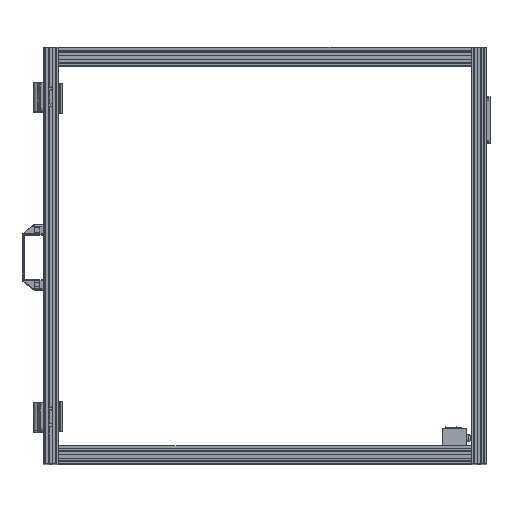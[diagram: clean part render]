
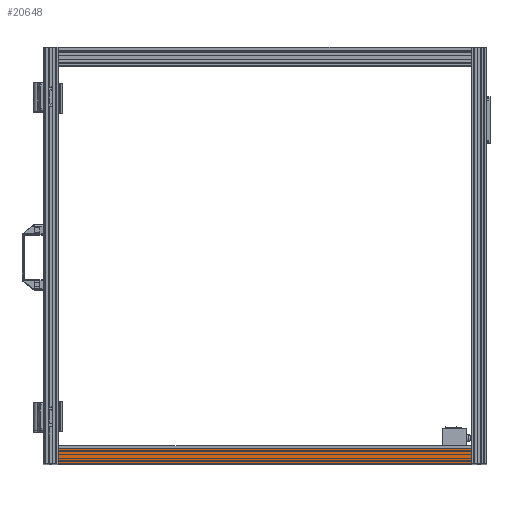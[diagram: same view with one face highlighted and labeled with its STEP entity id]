
A CAD part, top view. The second image highlights one B-rep face of the part: STEP entity #20648.
In plain terms, the highlighted planar face has unit normal (0, 0, 1).
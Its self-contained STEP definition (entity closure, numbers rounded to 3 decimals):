
#17534 = PLANE('',#17535);
#17535 = AXIS2_PLACEMENT_3D('',#17536,#17537,#17538);
#17536 = CARTESIAN_POINT('',(712.7,0.,1211.627));
#17537 = DIRECTION('',(1.,0.,0.));
#17538 = DIRECTION('',(0.,0.,1.));
#17588 = PLANE('',#17589);
#17589 = AXIS2_PLACEMENT_3D('',#17590,#17591,#17592);
#17590 = CARTESIAN_POINT('',(12.7,0.,1211.627));
#17591 = DIRECTION('',(1.,0.,0.));
#17592 = DIRECTION('',(0.,0.,1.));
#18345 = VERTEX_POINT('',#18346);
#18346 = CARTESIAN_POINT('',(12.7,12.7,1225.4));
#18360 = PLANE('',#18361);
#18361 = AXIS2_PLACEMENT_3D('',#18362,#18363,#18364);
#18362 = CARTESIAN_POINT('',(12.7,12.7,1216.002));
#18363 = DIRECTION('',(0.,-1.,0.));
#18364 = DIRECTION('',(0.,0.,1.));
#18372 = EDGE_CURVE('',#18373,#18345,#18375,.T.);
#18373 = VERTEX_POINT('',#18374);
#18374 = CARTESIAN_POINT('',(12.7,-12.7,1225.4));
#18375 = SURFACE_CURVE('',#18376,(#18380,#18387),.PCURVE_S1.);
#18376 = LINE('',#18377,#18378);
#18377 = CARTESIAN_POINT('',(12.7,-12.7,1225.4));
#18378 = VECTOR('',#18379,1.);
#18379 = DIRECTION('',(0.,1.,0.));
#18380 = PCURVE('',#17588,#18381);
#18381 = DEFINITIONAL_REPRESENTATION('',(#18382),#18386);
#18382 = LINE('',#18383,#18384);
#18383 = CARTESIAN_POINT('',(13.773,12.7));
#18384 = VECTOR('',#18385,1.);
#18385 = DIRECTION('',(0.,-1.));
#18386 = ( GEOMETRIC_REPRESENTATION_CONTEXT(2) 
PARAMETRIC_REPRESENTATION_CONTEXT() REPRESENTATION_CONTEXT('2D SPACE',''
  ) );
#18387 = PCURVE('',#18388,#18393);
#18388 = PLANE('',#18389);
#18389 = AXIS2_PLACEMENT_3D('',#18390,#18391,#18392);
#18390 = CARTESIAN_POINT('',(12.7,-12.7,1225.4));
#18391 = DIRECTION('',(0.,0.,1.));
#18392 = DIRECTION('',(0.,1.,0.));
#18393 = DEFINITIONAL_REPRESENTATION('',(#18394),#18398);
#18394 = LINE('',#18395,#18396);
#18395 = CARTESIAN_POINT('',(0.,0.));
#18396 = VECTOR('',#18397,1.);
#18397 = DIRECTION('',(1.,0.));
#18398 = ( GEOMETRIC_REPRESENTATION_CONTEXT(2) 
PARAMETRIC_REPRESENTATION_CONTEXT() REPRESENTATION_CONTEXT('2D SPACE',''
  ) );
#18416 = PLANE('',#18417);
#18417 = AXIS2_PLACEMENT_3D('',#18418,#18419,#18420);
#18418 = CARTESIAN_POINT('',(12.7,-12.7,1216.002));
#18419 = DIRECTION('',(0.,-1.,0.));
#18420 = DIRECTION('',(0.,0.,1.));
#19170 = VERTEX_POINT('',#19171);
#19171 = CARTESIAN_POINT('',(712.7,12.7,1225.4));
#19192 = EDGE_CURVE('',#19193,#19170,#19195,.T.);
#19193 = VERTEX_POINT('',#19194);
#19194 = CARTESIAN_POINT('',(712.7,-12.7,1225.4));
#19195 = SURFACE_CURVE('',#19196,(#19200,#19207),.PCURVE_S1.);
#19196 = LINE('',#19197,#19198);
#19197 = CARTESIAN_POINT('',(712.7,-12.7,1225.4));
#19198 = VECTOR('',#19199,1.);
#19199 = DIRECTION('',(0.,1.,0.));
#19200 = PCURVE('',#17534,#19201);
#19201 = DEFINITIONAL_REPRESENTATION('',(#19202),#19206);
#19202 = LINE('',#19203,#19204);
#19203 = CARTESIAN_POINT('',(13.773,12.7));
#19204 = VECTOR('',#19205,1.);
#19205 = DIRECTION('',(0.,-1.));
#19206 = ( GEOMETRIC_REPRESENTATION_CONTEXT(2) 
PARAMETRIC_REPRESENTATION_CONTEXT() REPRESENTATION_CONTEXT('2D SPACE',''
  ) );
#19207 = PCURVE('',#18388,#19208);
#19208 = DEFINITIONAL_REPRESENTATION('',(#19209),#19213);
#19209 = LINE('',#19210,#19211);
#19210 = CARTESIAN_POINT('',(0.,-700.));
#19211 = VECTOR('',#19212,1.);
#19212 = DIRECTION('',(1.,0.));
#19213 = ( GEOMETRIC_REPRESENTATION_CONTEXT(2) 
PARAMETRIC_REPRESENTATION_CONTEXT() REPRESENTATION_CONTEXT('2D SPACE',''
  ) );
#20627 = EDGE_CURVE('',#18345,#19170,#20628,.T.);
#20628 = SURFACE_CURVE('',#20629,(#20633,#20640),.PCURVE_S1.);
#20629 = LINE('',#20630,#20631);
#20630 = CARTESIAN_POINT('',(12.7,12.7,1225.4));
#20631 = VECTOR('',#20632,1.);
#20632 = DIRECTION('',(1.,0.,0.));
#20633 = PCURVE('',#18360,#20634);
#20634 = DEFINITIONAL_REPRESENTATION('',(#20635),#20639);
#20635 = LINE('',#20636,#20637);
#20636 = CARTESIAN_POINT('',(9.398,0.));
#20637 = VECTOR('',#20638,1.);
#20638 = DIRECTION('',(0.,-1.));
#20639 = ( GEOMETRIC_REPRESENTATION_CONTEXT(2) 
PARAMETRIC_REPRESENTATION_CONTEXT() REPRESENTATION_CONTEXT('2D SPACE',''
  ) );
#20640 = PCURVE('',#18388,#20641);
#20641 = DEFINITIONAL_REPRESENTATION('',(#20642),#20646);
#20642 = LINE('',#20643,#20644);
#20643 = CARTESIAN_POINT('',(25.4,0.));
#20644 = VECTOR('',#20645,1.);
#20645 = DIRECTION('',(0.,-1.));
#20646 = ( GEOMETRIC_REPRESENTATION_CONTEXT(2) 
PARAMETRIC_REPRESENTATION_CONTEXT() REPRESENTATION_CONTEXT('2D SPACE',''
  ) );
#20648 = ADVANCED_FACE('',(#20649),#18388,.T.);
#20649 = FACE_BOUND('',#20650,.T.);
#20650 = EDGE_LOOP('',(#20651,#20672,#20673,#20674));
#20651 = ORIENTED_EDGE('',*,*,#20652,.T.);
#20652 = EDGE_CURVE('',#18373,#19193,#20653,.T.);
#20653 = SURFACE_CURVE('',#20654,(#20658,#20665),.PCURVE_S1.);
#20654 = LINE('',#20655,#20656);
#20655 = CARTESIAN_POINT('',(12.7,-12.7,1225.4));
#20656 = VECTOR('',#20657,1.);
#20657 = DIRECTION('',(1.,0.,0.));
#20658 = PCURVE('',#18388,#20659);
#20659 = DEFINITIONAL_REPRESENTATION('',(#20660),#20664);
#20660 = LINE('',#20661,#20662);
#20661 = CARTESIAN_POINT('',(0.,0.));
#20662 = VECTOR('',#20663,1.);
#20663 = DIRECTION('',(0.,-1.));
#20664 = ( GEOMETRIC_REPRESENTATION_CONTEXT(2) 
PARAMETRIC_REPRESENTATION_CONTEXT() REPRESENTATION_CONTEXT('2D SPACE',''
  ) );
#20665 = PCURVE('',#18416,#20666);
#20666 = DEFINITIONAL_REPRESENTATION('',(#20667),#20671);
#20667 = LINE('',#20668,#20669);
#20668 = CARTESIAN_POINT('',(9.398,0.));
#20669 = VECTOR('',#20670,1.);
#20670 = DIRECTION('',(0.,-1.));
#20671 = ( GEOMETRIC_REPRESENTATION_CONTEXT(2) 
PARAMETRIC_REPRESENTATION_CONTEXT() REPRESENTATION_CONTEXT('2D SPACE',''
  ) );
#20672 = ORIENTED_EDGE('',*,*,#19192,.T.);
#20673 = ORIENTED_EDGE('',*,*,#20627,.F.);
#20674 = ORIENTED_EDGE('',*,*,#18372,.F.);
